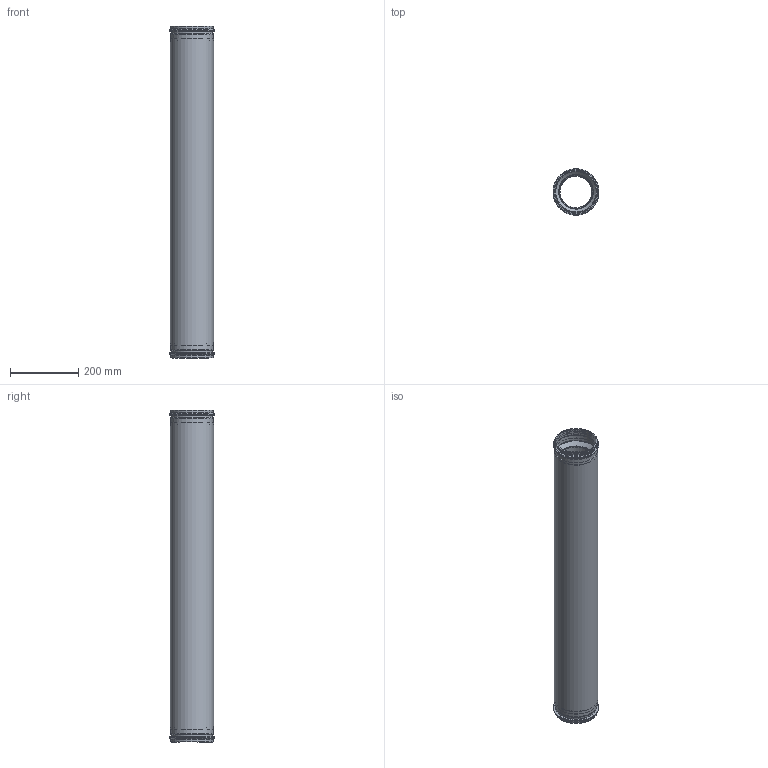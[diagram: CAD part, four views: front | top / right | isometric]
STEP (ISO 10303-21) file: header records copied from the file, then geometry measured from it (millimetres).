
FILE_DESCRIPTION((''),'2;1');
FILE_NAME('HILF-125-900-100.stp','2014-03-05T14:59:36',(''),(''),'Autodesk Inventor 2013','Autodesk Inventor 2013','');
FILE_SCHEMA(('AUTOMOTIVE_DESIGN { 1 2 10303 214 0 1 1 1 }'));
Length unit declared in the file: millimetre
Products named in the file (8): HILF-125-900-100; HILF-125-900-002; HILF-125-900-003; HILF-125-900-001; HFKL-125-100; HFKL_Rörämne-125-100; 999003; 999004
Assembly tree (8 placements, depth 3):
  HILF-125-900-100
    HILF-125-900-002
    HILF-125-900-003
    HILF-125-900-001
    HFKL-125-100  x2
      HFKL_Rörämne-125-100
      999003
      999004
Bounding box: 134.23 x 134.23 x 970.8 mm (x, y, z)
Volume: 3386305.3 mm3; surface area: 2107965.6 mm2
Topology: 9 solids, 9 shells, 170 faces, 322 edges, 182 vertices
Faces by surface type: torus 56, cylinder 54, plane 36, cone 24
Full cylindrical faces by diameter (mm): 93.25 x2, 94.25 x2, 95.45 x2, 98.05 x10, 99.05 x4, 104.45 x2, 109.45 x2, 118.25 x2, 119.25 x2, 120.45 x2, 123.05 x10, 124.05 x4, 129.45 x2, 134.45 x2
Entity records: 2301 total; most frequent: DIRECTION 420, CARTESIAN_POINT 322, ORIENTED_EDGE 224, AXIS2_PLACEMENT_3D 198, EDGE_LOOP 170, EDGE_CURVE 112, VERTEX_POINT 100, FACE_OUTER_BOUND 94
